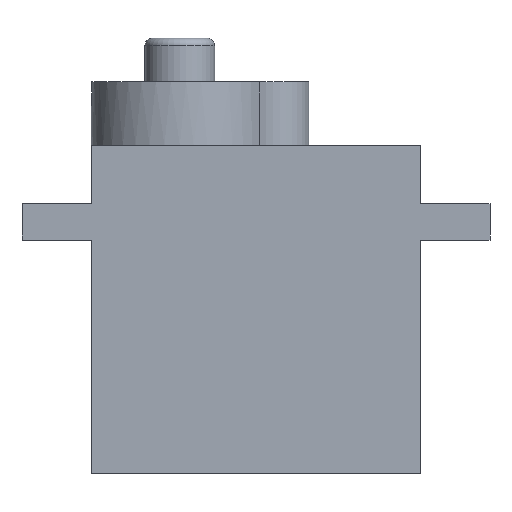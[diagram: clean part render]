
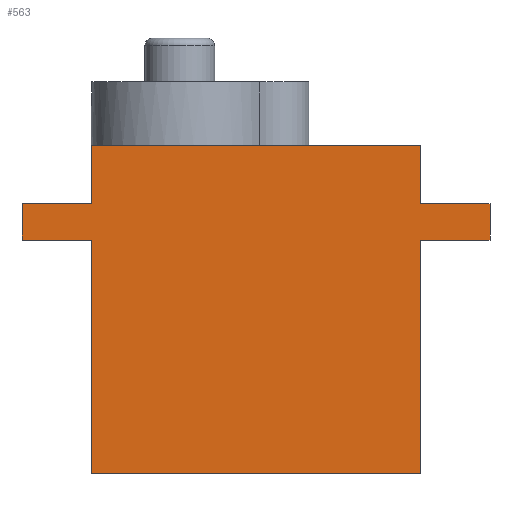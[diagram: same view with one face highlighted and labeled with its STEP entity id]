
A CAD part, front view. The second image highlights one B-rep face of the part: STEP entity #563.
In plain terms, the highlighted planar face has unit normal (0, -1, 0).
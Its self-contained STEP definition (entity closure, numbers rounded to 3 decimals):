
#37=PLANE('',#623);
#51=LINE('',#822,#113);
#64=LINE('',#853,#126);
#69=LINE('',#862,#131);
#72=LINE('',#886,#134);
#76=LINE('',#893,#138);
#83=LINE('',#907,#145);
#84=LINE('',#909,#146);
#87=LINE('',#915,#149);
#90=LINE('',#920,#152);
#92=LINE('',#923,#154);
#93=LINE('',#926,#155);
#98=LINE('',#935,#160);
#100=LINE('',#939,#162);
#113=VECTOR('',#663,10.);
#126=VECTOR('',#690,10.);
#131=VECTOR('',#697,10.);
#134=VECTOR('',#726,10.);
#138=VECTOR('',#732,10.);
#145=VECTOR('',#745,10.);
#146=VECTOR('',#748,10.);
#149=VECTOR('',#753,10.);
#152=VECTOR('',#758,10.);
#154=VECTOR('',#762,10.);
#155=VECTOR('',#765,10.);
#160=VECTOR('',#772,10.);
#162=VECTOR('',#778,10.);
#196=FACE_OUTER_BOUND('',#227,.T.);
#227=EDGE_LOOP('',(#513,#514,#515,#516,#517,#518,#519,#520,#521,#522,#523,
#524,#525));
#259=VERTEX_POINT('',#819);
#260=VERTEX_POINT('',#821);
#270=VERTEX_POINT('',#850);
#271=VERTEX_POINT('',#852);
#274=VERTEX_POINT('',#860);
#281=VERTEX_POINT('',#879);
#282=VERTEX_POINT('',#885);
#284=VERTEX_POINT('',#891);
#288=VERTEX_POINT('',#905);
#289=VERTEX_POINT('',#912);
#290=VERTEX_POINT('',#914);
#292=VERTEX_POINT('',#925);
#295=VERTEX_POINT('',#933);
#314=EDGE_CURVE('',#259,#260,#51,.T.);
#329=EDGE_CURVE('',#270,#271,#64,.T.);
#334=EDGE_CURVE('',#274,#270,#69,.T.);
#345=EDGE_CURVE('',#281,#282,#72,.T.);
#349=EDGE_CURVE('',#284,#281,#76,.T.);
#356=EDGE_CURVE('',#288,#274,#83,.T.);
#357=EDGE_CURVE('',#271,#284,#84,.T.);
#360=EDGE_CURVE('',#289,#290,#87,.T.);
#363=EDGE_CURVE('',#260,#289,#90,.T.);
#365=EDGE_CURVE('',#259,#282,#92,.T.);
#366=EDGE_CURVE('',#292,#290,#93,.T.);
#371=EDGE_CURVE('',#295,#288,#98,.T.);
#373=EDGE_CURVE('',#295,#292,#100,.T.);
#513=ORIENTED_EDGE('',*,*,#373,.T.);
#514=ORIENTED_EDGE('',*,*,#366,.T.);
#515=ORIENTED_EDGE('',*,*,#360,.F.);
#516=ORIENTED_EDGE('',*,*,#363,.F.);
#517=ORIENTED_EDGE('',*,*,#314,.F.);
#518=ORIENTED_EDGE('',*,*,#365,.T.);
#519=ORIENTED_EDGE('',*,*,#345,.F.);
#520=ORIENTED_EDGE('',*,*,#349,.F.);
#521=ORIENTED_EDGE('',*,*,#357,.F.);
#522=ORIENTED_EDGE('',*,*,#329,.F.);
#523=ORIENTED_EDGE('',*,*,#334,.F.);
#524=ORIENTED_EDGE('',*,*,#356,.F.);
#525=ORIENTED_EDGE('',*,*,#371,.F.);
#563=ADVANCED_FACE('',(#196),#37,.T.);
#623=AXIS2_PLACEMENT_3D('',#938,#776,#777);
#663=DIRECTION('',(1.,0.,0.));
#690=DIRECTION('',(1.,0.,0.));
#697=DIRECTION('',(0.,0.,1.));
#726=DIRECTION('',(1.,0.,0.));
#732=DIRECTION('',(1.,0.,0.));
#745=DIRECTION('',(-1.,0.,0.));
#748=DIRECTION('',(0.,0.,1.));
#753=DIRECTION('',(-1.,0.,0.));
#758=DIRECTION('',(0.,0.,-1.));
#762=DIRECTION('',(0.,0.,1.));
#765=DIRECTION('',(0.,0.,1.));
#772=DIRECTION('',(0.,0.,1.));
#776=DIRECTION('center_axis',(0.,-1.,0.));
#777=DIRECTION('ref_axis',(1.,0.,0.));
#778=DIRECTION('',(1.,0.,0.));
#819=CARTESIAN_POINT('',(273.258,207.17,59.315));
#821=CARTESIAN_POINT('',(278.033,207.17,59.315));
#822=CARTESIAN_POINT('',(245.783,207.17,59.315));
#850=CARTESIAN_POINT('',(245.783,207.17,59.315));
#852=CARTESIAN_POINT('',(250.558,207.17,59.315));
#853=CARTESIAN_POINT('',(245.783,207.17,59.315));
#860=CARTESIAN_POINT('',(245.783,207.17,56.815));
#862=CARTESIAN_POINT('',(245.783,207.17,56.815));
#879=CARTESIAN_POINT('',(256.658,207.17,63.315));
#885=CARTESIAN_POINT('',(273.258,207.17,63.315));
#886=CARTESIAN_POINT('',(250.558,207.17,63.315));
#891=CARTESIAN_POINT('',(250.558,207.17,63.315));
#893=CARTESIAN_POINT('',(250.558,207.17,63.315));
#905=CARTESIAN_POINT('',(250.558,207.17,56.815));
#907=CARTESIAN_POINT('',(278.033,207.17,56.815));
#909=CARTESIAN_POINT('',(250.558,207.17,40.715));
#912=CARTESIAN_POINT('',(278.033,207.17,56.815));
#914=CARTESIAN_POINT('',(273.258,207.17,56.815));
#915=CARTESIAN_POINT('',(278.033,207.17,56.815));
#920=CARTESIAN_POINT('',(278.033,207.17,59.315));
#923=CARTESIAN_POINT('',(273.258,207.17,40.715));
#925=CARTESIAN_POINT('',(273.258,207.17,40.715));
#926=CARTESIAN_POINT('',(273.258,207.17,40.715));
#933=CARTESIAN_POINT('',(250.558,207.17,40.715));
#935=CARTESIAN_POINT('',(250.558,207.17,40.715));
#938=CARTESIAN_POINT('Origin',(250.558,207.17,40.715));
#939=CARTESIAN_POINT('',(250.558,207.17,40.715));
